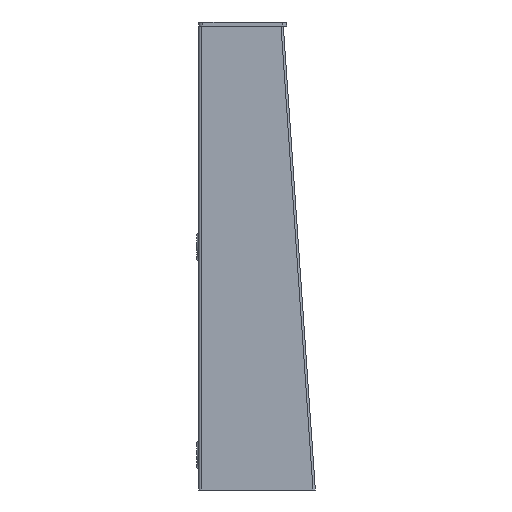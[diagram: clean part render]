
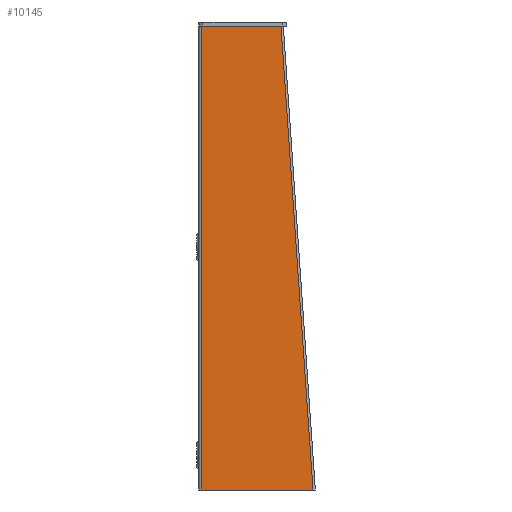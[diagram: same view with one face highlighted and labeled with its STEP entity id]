
A CAD part, left-side view. The second image highlights one B-rep face of the part: STEP entity #10145.
In plain terms, the highlighted planar face has unit normal (-1, 0, 0).
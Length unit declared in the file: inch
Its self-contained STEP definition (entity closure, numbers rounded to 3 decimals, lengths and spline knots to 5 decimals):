
#1341=DIRECTION('',(0.,-1.,0.));
#1342=VECTOR('',#1341,3.42511);
#1343=CARTESIAN_POINT('',(-17.9375,-0.1,7.995));
#1344=LINE('',#1343,#1342);
#1345=DIRECTION('',(0.,0.069,0.998));
#1346=VECTOR('',#1345,19.92234);
#1347=CARTESIAN_POINT('',(-17.9375,-4.89769,-11.88));
#1348=LINE('',#1347,#1346);
#1349=DIRECTION('',(0.,1.,0.));
#1350=VECTOR('',#1349,4.79769);
#1351=CARTESIAN_POINT('',(-17.9375,-4.89769,-11.88));
#1352=LINE('',#1351,#1350);
#1353=DIRECTION('',(0.,0.,-1.));
#1354=VECTOR('',#1353,19.875);
#1355=CARTESIAN_POINT('',(-17.9375,-0.1,7.995));
#1356=LINE('',#1355,#1354);
#6886=CARTESIAN_POINT('',(-17.9375,-0.1,7.995));
#6887=CARTESIAN_POINT('',(-17.9375,-3.52511,7.995));
#6888=VERTEX_POINT('',#6886);
#6889=VERTEX_POINT('',#6887);
#6890=CARTESIAN_POINT('',(-17.9375,-4.89769,-11.88));
#6891=CARTESIAN_POINT('',(-17.9375,-0.1,-11.88));
#6892=VERTEX_POINT('',#6890);
#6893=VERTEX_POINT('',#6891);
#10133=CARTESIAN_POINT('',(-17.9375,0.,0.));
#10134=DIRECTION('',(1.,0.,0.));
#10135=DIRECTION('',(0.,0.,-1.));
#10136=AXIS2_PLACEMENT_3D('',#10133,#10134,#10135);
#10137=PLANE('',#10136);
#10138=ORIENTED_EDGE('',*,*,#9623,.T.);
#10139=ORIENTED_EDGE('',*,*,#10128,.F.);
#10140=ORIENTED_EDGE('',*,*,#9575,.T.);
#10142=ORIENTED_EDGE('',*,*,#10141,.F.);
#10143=EDGE_LOOP('',(#10138,#10139,#10140,#10142));
#10144=FACE_OUTER_BOUND('',#10143,.F.);
#10145=ADVANCED_FACE('',(#10144),#10137,.F.);
#9575=EDGE_CURVE('',#6892,#6893,#1352,.T.);
#9623=EDGE_CURVE('',#6888,#6889,#1344,.T.);
#10128=EDGE_CURVE('',#6892,#6889,#1348,.T.);
#10141=EDGE_CURVE('',#6888,#6893,#1356,.T.);
